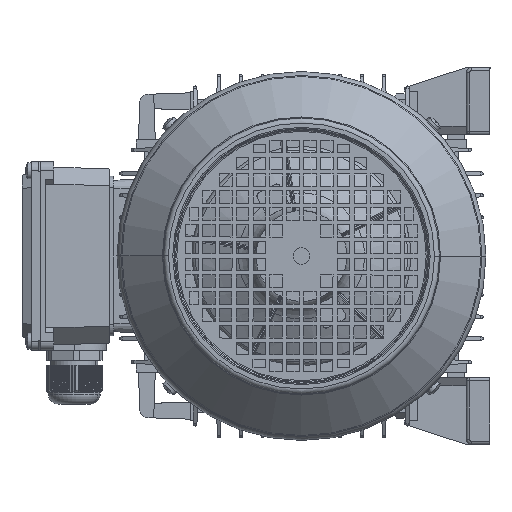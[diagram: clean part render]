
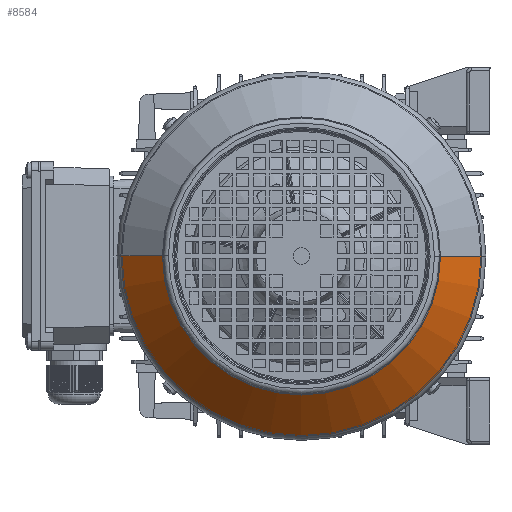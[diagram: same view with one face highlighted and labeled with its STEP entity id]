
A CAD part, left-side view. The second image highlights one B-rep face of the part: STEP entity #8584.
In plain terms, the highlighted conical face has half-angle 45 degrees and reference radius 82.586 mm.
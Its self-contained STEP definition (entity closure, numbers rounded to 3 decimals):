
#8530 = EDGE_CURVE ( 'NONE', #8700, #8706, #89543, .T. ) ;
#8584 = ADVANCED_FACE ( 'NONE', ( #89650 ), #89648, .T. ) ;
#8586 = EDGE_LOOP ( 'NONE', ( #8588, #8601, #8659, #8663 ) ) ;
#8588 = ORIENTED_EDGE ( 'NONE', *, *, #8590, .T. ) ;
#8590 = EDGE_CURVE ( 'NONE', #8591, #8596, #89702, .T. ) ;
#8591 = VERTEX_POINT ( 'NONE', #89697 ) ;
#8596 = VERTEX_POINT ( 'NONE', #89694 ) ;
#8601 = ORIENTED_EDGE ( 'NONE', *, *, #8604, .T. ) ;
#8604 = EDGE_CURVE ( 'NONE', #8596, #8706, #89689, .T. ) ;
#8659 = ORIENTED_EDGE ( 'NONE', *, *, #8530, .F. ) ;
#8663 = ORIENTED_EDGE ( 'NONE', *, *, #8667, .F. ) ;
#8667 = EDGE_CURVE ( 'NONE', #8591, #8700, #89762, .T. ) ;
#8700 = VERTEX_POINT ( 'NONE', #89789 ) ;
#8706 = VERTEX_POINT ( 'NONE', #89784 ) ;
#89542 = AXIS2_PLACEMENT_3D ( 'NONE', #89614, #89613, #89612 ) ;
#89543 = CIRCLE ( 'NONE', #89542, 107.257 ) ;
#89612 = DIRECTION ( 'NONE',  ( 0., 0., 1. ) ) ;
#89613 = DIRECTION ( 'NONE',  ( -1., 0., 0. ) ) ;
#89614 = CARTESIAN_POINT ( 'NONE',  ( 74.743, 0., 0. ) ) ;
#89648 = CONICAL_SURFACE ( 'NONE', #89649, 82.586, 0.785 ) ;
#89649 = AXIS2_PLACEMENT_3D ( 'NONE', #89709, #89708, #89707 ) ;
#89650 = FACE_OUTER_BOUND ( 'NONE', #8586, .T. ) ;
#89686 = DIRECTION ( 'NONE',  ( -0.707, 0., -0.707 ) ) ;
#89687 = VECTOR ( 'NONE', #89686, 1000. ) ;
#89688 = CARTESIAN_POINT ( 'NONE',  ( 99.414, 0., -82.586 ) ) ;
#89689 = LINE ( 'NONE', #89688, #89687 ) ;
#89694 = CARTESIAN_POINT ( 'NONE',  ( 99.414, 0., -82.586 ) ) ;
#89697 = CARTESIAN_POINT ( 'NONE',  ( 99.414, 0., 82.586 ) ) ;
#89698 = DIRECTION ( 'NONE',  ( 0., 0., 1. ) ) ;
#89699 = DIRECTION ( 'NONE',  ( -1., 0., 0. ) ) ;
#89700 = CARTESIAN_POINT ( 'NONE',  ( 99.414, 0., 0. ) ) ;
#89701 = AXIS2_PLACEMENT_3D ( 'NONE', #89700, #89699, #89698 ) ;
#89702 = CIRCLE ( 'NONE', #89701, 82.586 ) ;
#89707 = DIRECTION ( 'NONE',  ( 0., 0., 1. ) ) ;
#89708 = DIRECTION ( 'NONE',  ( -1., 0., 0. ) ) ;
#89709 = CARTESIAN_POINT ( 'NONE',  ( 99.414, 0., 0. ) ) ;
#89759 = DIRECTION ( 'NONE',  ( -0.707, 0., 0.707 ) ) ;
#89760 = VECTOR ( 'NONE', #89759, 1000. ) ;
#89761 = CARTESIAN_POINT ( 'NONE',  ( 99.414, 0., 82.586 ) ) ;
#89762 = LINE ( 'NONE', #89761, #89760 ) ;
#89784 = CARTESIAN_POINT ( 'NONE',  ( 74.743, 0., -107.257 ) ) ;
#89789 = CARTESIAN_POINT ( 'NONE',  ( 74.743, 0., 107.257 ) ) ;
